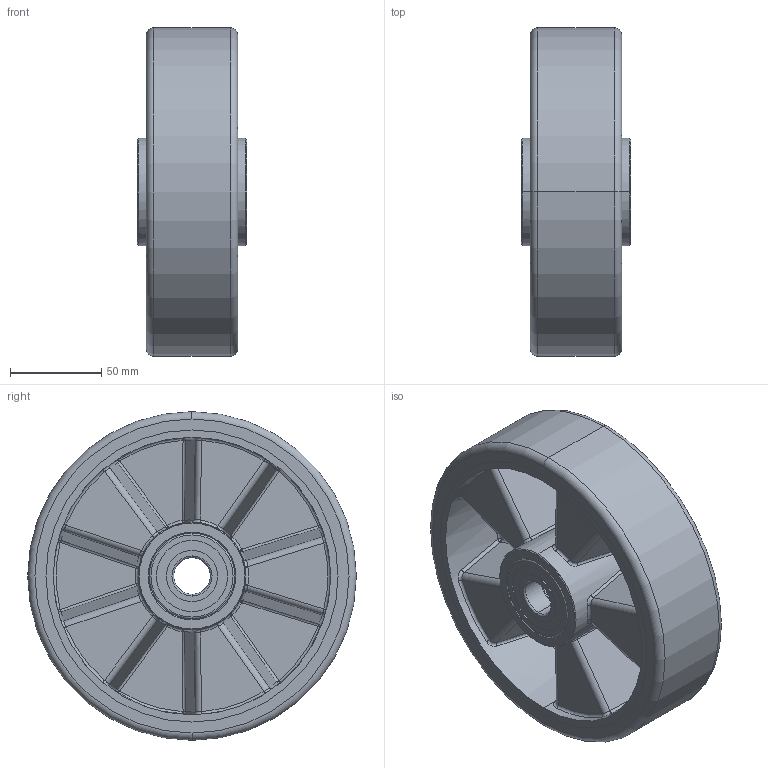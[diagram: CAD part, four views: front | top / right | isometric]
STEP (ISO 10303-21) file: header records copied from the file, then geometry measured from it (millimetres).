
FILE_DESCRIPTION (( 'STEP AP214' ), '1' );
FILE_NAME ('0031726.step', '2020-11-26T12:02:23', ( '' ), ( '' ), 'SwSTEP 2.0', 'SolidWorks 2018', '' );
FILE_SCHEMA (( 'AUTOMOTIVE_DESIGN' ));
Length unit declared in the file: millimetre
Products named in the file (1): 0031726
Bounding box: 60 x 180 x 180 mm (x, y, z)
Volume: 577085.2 mm3; surface area: 218319.2 mm2
Topology: 13 solids, 13 shells, 402 faces, 848 edges, 472 vertices
Faces by surface type: cylinder 104, torus 80, bspline 80, plane 66, sphere 60, cone 12
Entity records: 18136 total; most frequent: CARTESIAN_POINT 5307, DIRECTION 1850, ORIENTED_EDGE 1696, EDGE_CURVE 848, AXIS2_PLACEMENT_3D 847, CIRCLE 524, VERTEX_POINT 472, EDGE_LOOP 428
